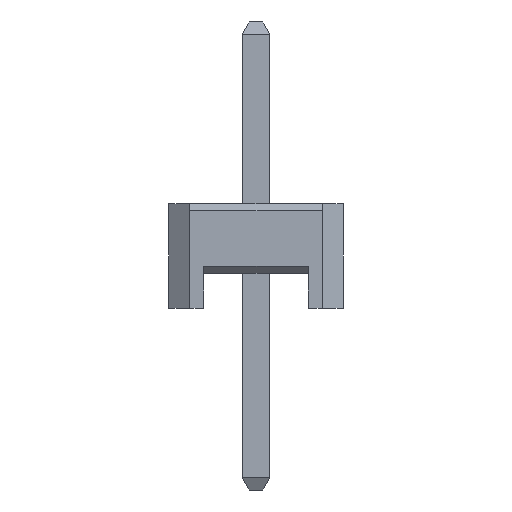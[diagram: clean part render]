
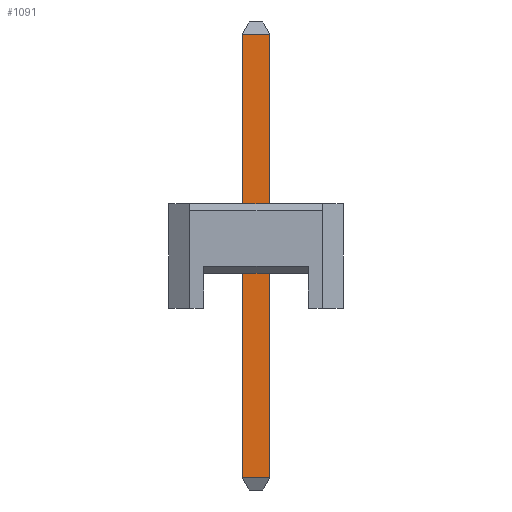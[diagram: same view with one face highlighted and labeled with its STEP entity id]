
A CAD part, left-side view. The second image highlights one B-rep face of the part: STEP entity #1091.
In plain terms, the highlighted planar face has unit normal (-1, 0, 0).
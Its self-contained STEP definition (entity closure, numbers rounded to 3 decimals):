
#1091=ADVANCED_FACE('',(#2713),#2715,.T.);
#2713=FACE_BOUND('',#2714,.T.);
#2714=EDGE_LOOP('',(#3964,#3965,#3966,#3967));
#2715=PLANE('',#2716);
#2716=AXIS2_PLACEMENT_3D('',#2717,#2718,#2719);
#2717=CARTESIAN_POINT('',(-0.2,0.2,-2.6));
#2718=DIRECTION('',(-1.,0.,0.));
#2719=DIRECTION('',(0.,-1.,0.));
#3964=ORIENTED_EDGE('',*,*,#4640,.F.);
#3965=ORIENTED_EDGE('',*,*,#4639,.F.);
#3966=ORIENTED_EDGE('',*,*,#4641,.T.);
#3967=ORIENTED_EDGE('',*,*,#4642,.T.);
#4639=EDGE_CURVE('',#5301,#5297,#5303,.T.);
#4640=EDGE_CURVE('',#5297,#5304,#5305,.T.);
#4641=EDGE_CURVE('',#5301,#5306,#5307,.T.);
#4642=EDGE_CURVE('',#5306,#5304,#5308,.T.);
#5297=VERTEX_POINT('',#6637);
#5301=VERTEX_POINT('',#6645);
#5303=LINE('',#6649,#6650);
#5304=VERTEX_POINT('',#6652);
#5305=LINE('',#6653,#6654);
#5306=VERTEX_POINT('',#6656);
#5307=LINE('',#6657,#6658);
#5308=LINE('',#6660,#6661);
#6637=CARTESIAN_POINT('',(-0.2,0.2,3.927));
#6645=CARTESIAN_POINT('',(-0.2,0.2,-2.427));
#6649=CARTESIAN_POINT('',(-0.2,0.2,-2.427));
#6650=VECTOR('',#6651,1.);
#6651=DIRECTION('',(0.,0.,1.));
#6652=CARTESIAN_POINT('',(-0.2,-0.2,3.927));
#6653=CARTESIAN_POINT('',(-0.2,0.2,3.927));
#6654=VECTOR('',#6655,1.);
#6655=DIRECTION('',(0.,-1.,0.));
#6656=CARTESIAN_POINT('',(-0.2,-0.2,-2.427));
#6657=CARTESIAN_POINT('',(-0.2,0.2,-2.427));
#6658=VECTOR('',#6659,1.);
#6659=DIRECTION('',(0.,-1.,0.));
#6660=CARTESIAN_POINT('',(-0.2,-0.2,-2.427));
#6661=VECTOR('',#6662,1.);
#6662=DIRECTION('',(0.,0.,1.));
